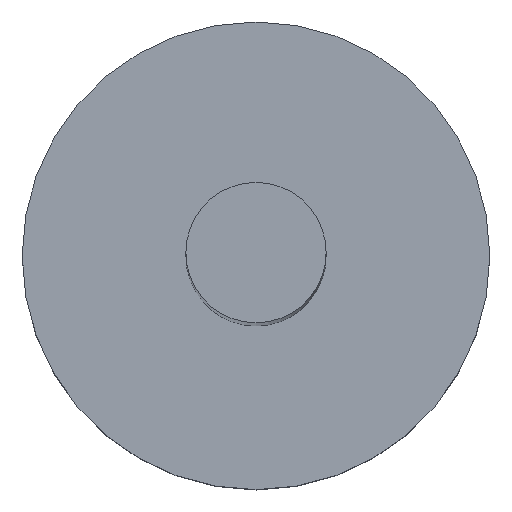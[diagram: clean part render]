
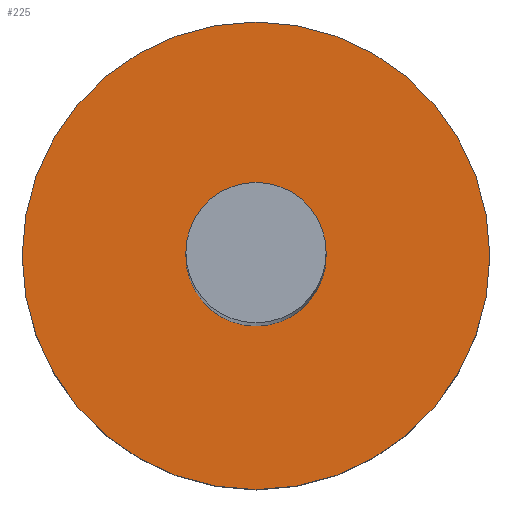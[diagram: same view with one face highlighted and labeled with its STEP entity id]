
A CAD part, top view. The second image highlights one B-rep face of the part: STEP entity #225.
In plain terms, the highlighted planar face has unit normal (0, 0, 1).
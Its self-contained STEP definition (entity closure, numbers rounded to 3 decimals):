
#5 = DIRECTION ( 'NONE',  ( 0., -1., 0. ) ) ;
#7 = CIRCLE ( 'NONE', #23, 250. ) ;
#16 = CIRCLE ( 'NONE', #227, 75. ) ;
#19 = VERTEX_POINT ( 'NONE', #144 ) ;
#23 = AXIS2_PLACEMENT_3D ( 'NONE', #213, #251, #253 ) ;
#30 = VERTEX_POINT ( 'NONE', #132 ) ;
#35 = CIRCLE ( 'NONE', #118, 250. ) ;
#44 = PLANE ( 'NONE',  #192 ) ;
#46 = CIRCLE ( 'NONE', #106, 75. ) ;
#56 = DIRECTION ( 'NONE',  ( 0., -1., 0. ) ) ;
#57 = VERTEX_POINT ( 'NONE', #110 ) ;
#62 = EDGE_CURVE ( 'NONE', #57, #30, #35, .T. ) ;
#72 = FACE_OUTER_BOUND ( 'NONE', #219, .T. ) ;
#75 = CARTESIAN_POINT ( 'NONE',  ( 0., 75., 200. ) ) ;
#78 = ORIENTED_EDGE ( 'NONE', *, *, #140, .T. ) ;
#91 = ORIENTED_EDGE ( 'NONE', *, *, #245, .F. ) ;
#94 = DIRECTION ( 'NONE',  ( 0., 0., 1. ) ) ;
#106 = AXIS2_PLACEMENT_3D ( 'NONE', #234, #237, #5 ) ;
#110 = CARTESIAN_POINT ( 'NONE',  ( 0., -250., 200. ) ) ;
#115 = CARTESIAN_POINT ( 'NONE',  ( 0., 0., 200. ) ) ;
#118 = AXIS2_PLACEMENT_3D ( 'NONE', #167, #211, #233 ) ;
#129 = VERTEX_POINT ( 'NONE', #75 ) ;
#132 = CARTESIAN_POINT ( 'NONE',  ( 0., 250., 200. ) ) ;
#140 = EDGE_CURVE ( 'NONE', #30, #57, #7, .T. ) ;
#144 = CARTESIAN_POINT ( 'NONE',  ( 0., -75., 200. ) ) ;
#145 = DIRECTION ( 'NONE',  ( 1., 0., 0. ) ) ;
#146 = CARTESIAN_POINT ( 'NONE',  ( 0., 0., 200. ) ) ;
#167 = CARTESIAN_POINT ( 'NONE',  ( 0., 0., 200. ) ) ;
#179 = EDGE_CURVE ( 'NONE', #19, #129, #16, .T. ) ;
#192 = AXIS2_PLACEMENT_3D ( 'NONE', #115, #94, #145 ) ;
#200 = ORIENTED_EDGE ( 'NONE', *, *, #62, .T. ) ;
#207 = FACE_BOUND ( 'NONE', #212, .T. ) ;
#210 = ORIENTED_EDGE ( 'NONE', *, *, #179, .F. ) ;
#211 = DIRECTION ( 'NONE',  ( 0., 0., 1. ) ) ;
#212 = EDGE_LOOP ( 'NONE', ( #91, #210 ) ) ;
#213 = CARTESIAN_POINT ( 'NONE',  ( 0., 0., 200. ) ) ;
#219 = EDGE_LOOP ( 'NONE', ( #78, #200 ) ) ;
#225 = ADVANCED_FACE ( 'NONE', ( #207, #72 ), #44, .T. ) ;
#227 = AXIS2_PLACEMENT_3D ( 'NONE', #146, #228, #56 ) ;
#228 = DIRECTION ( 'NONE',  ( 0., 0., 1. ) ) ;
#233 = DIRECTION ( 'NONE',  ( 0., -1., 0. ) ) ;
#234 = CARTESIAN_POINT ( 'NONE',  ( 0., 0., 200. ) ) ;
#237 = DIRECTION ( 'NONE',  ( 0., 0., 1. ) ) ;
#245 = EDGE_CURVE ( 'NONE', #129, #19, #46, .T. ) ;
#251 = DIRECTION ( 'NONE',  ( 0., 0., 1. ) ) ;
#253 = DIRECTION ( 'NONE',  ( 0., -1., 0. ) ) ;
